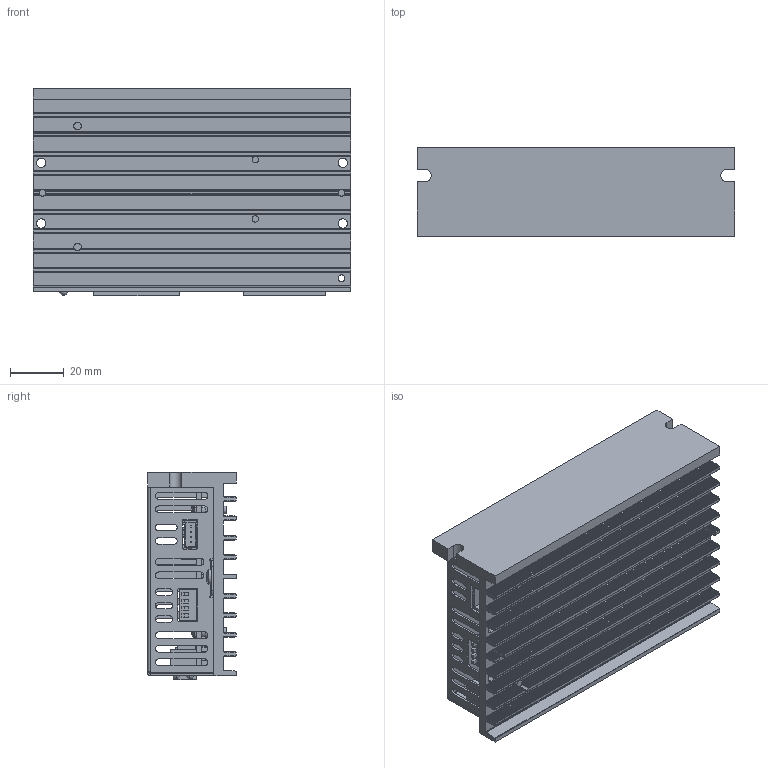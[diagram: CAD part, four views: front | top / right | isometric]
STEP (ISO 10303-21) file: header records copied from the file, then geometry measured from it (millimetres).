
FILE_DESCRIPTION (( 'STEP AP214' ), '1' );
FILE_NAME ('SR4-Plus.STEP', '2017-09-30T05:15:35', ( '' ), ( '' ), 'SwSTEP 2.0', 'SolidWorks 2014', '' );
FILE_SCHEMA (( 'AUTOMOTIVE_DESIGN' ));
Length unit declared in the file: millimetre
Products named in the file (44): SRS4-3-01-RICHICO; Kingbright_L-7104MD; pan cross head_ai; 623散热底板; P60THR; A613pcb蚾饜极_1; 匐陑脣釱; s4b-ph-k-s; ST-STP35NF10; ECE-EPM1041100Z; ECE-EPM1081100Z; 2EDGR-THT-5.08-06P-14; A613pcb_1; 橈埽え; A2128俋褲(陔); SR4-Plus; pan cross head_ai_CR-PHMS 0.112-40x0.4375x0.4375-N; pan cross head_ai_CR-PHMS 0.112-40x0.125x0.125-N
Assembly tree (28 placements, depth 3):
  Kingbright_L-7104MD
  pan cross head_ai
  P60THR
  匐陑脣釱
  ST-STP35NF10
Bounding box: 118 x 33 x 77 mm (x, y, z)
Volume: 88882.9 mm3; surface area: 99022.4 mm2
Topology: 27 solids, 27 shells, 2383 faces, 6518 edges, 4302 vertices
Faces by surface type: plane 1743, cylinder 606, sphere 16, torus 12, cone 6
Entity records: 62525 total; most frequent: CARTESIAN_POINT 12039, ORIENTED_EDGE 10412, DIRECTION 9686, EDGE_CURVE 5206, VECTOR 3998, LINE 3998, VERTEX_POINT 3442, AXIS2_PLACEMENT_3D 2844
